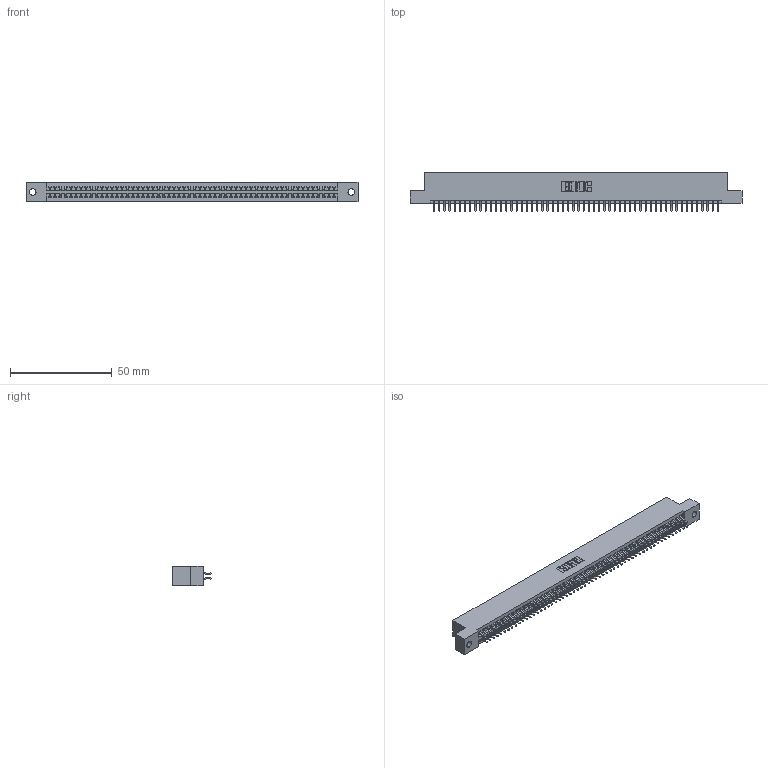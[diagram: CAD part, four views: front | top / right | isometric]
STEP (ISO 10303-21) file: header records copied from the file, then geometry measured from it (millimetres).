
FILE_DESCRIPTION (( 'STEP AP203' ), '1' );
FILE_NAME ('395-112-556-202.STEP', '2018-12-01T11:21:50', ( '' ), ( '' ), 'SwSTEP 2.0', 'SolidWorks 2016', '' );
FILE_SCHEMA (( 'CONFIG_CONTROL_DESIGN' ));
Length unit declared in the file: inch
Products named in the file (3): 345 Part_Flush Mounting Lugs - 0.128 Dia; 395-112-556-202; 345-292-001_556 Tail
Assembly tree (113 placements, depth 2):
  395-112-556-202
    345 Part_Flush Mounting Lugs - 0.128 Dia
    345-292-001_556 Tail  x112
Bounding box: 163.45 x 19.24 x 9.4 mm (x, y, z)
Volume: 15966.4 mm3; surface area: 23501.5 mm2
Topology: 113 solids, 113 shells, 6398 faces, 19045 edges, 12546 vertices
Faces by surface type: plane 4224, cylinder 2174
Entity records: 42277 total; most frequent: CARTESIAN_POINT 7088, ORIENTED_EDGE 7010, DIRECTION 6221, EDGE_CURVE 3505, LINE 3141, VECTOR 3141, VERTEX_POINT 2334, AXIS2_PLACEMENT_3D 1540
